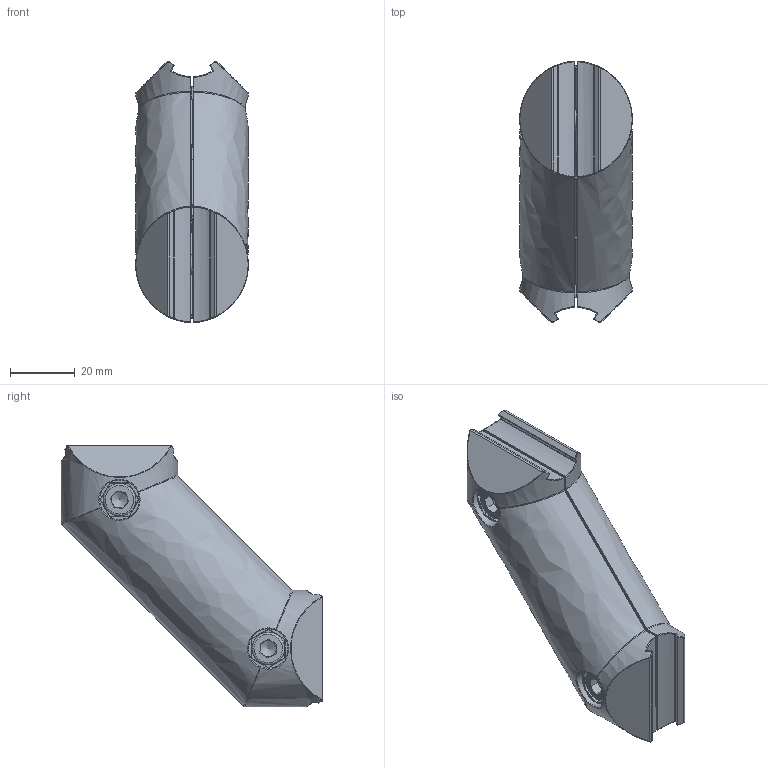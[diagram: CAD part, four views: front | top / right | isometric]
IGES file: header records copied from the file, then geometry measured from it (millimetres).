
Global section: file name: 350005; native system: Autodesk Inventor 2018; preprocessor: unknown; author: Spacek; date: 20190413.112737; units: millimetre
Bounding box: 34.79 x 80.78 x 80.78 mm (x, y, z)
Volume: 47187.4 mm3; surface area: 31368.4 mm2
Topology: 6 solids, 6 shells, 1084 faces, 2576 edges, 1512 vertices
Faces by surface type: bspline 1084
